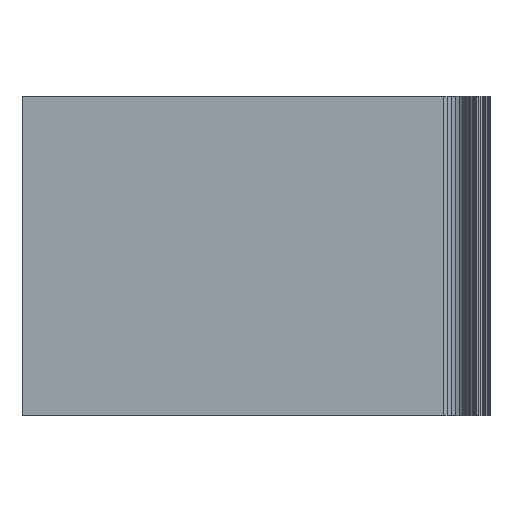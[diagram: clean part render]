
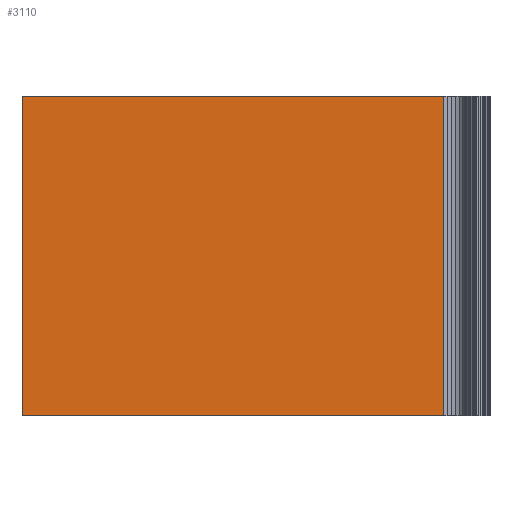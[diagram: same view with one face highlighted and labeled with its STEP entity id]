
A CAD part, front view. The second image highlights one B-rep face of the part: STEP entity #3110.
In plain terms, the highlighted planar face has unit normal (0, -1, 0).
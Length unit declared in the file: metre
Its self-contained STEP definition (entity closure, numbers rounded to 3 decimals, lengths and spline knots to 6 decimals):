
#44=ORIENTED_EDGE('',*,*,#963,.T.);
#45=ORIENTED_EDGE('',*,*,#964,.F.);
#46=ORIENTED_EDGE('',*,*,#965,.F.);
#47=ORIENTED_EDGE('',*,*,#961,.T.);
#961=EDGE_CURVE('',#1419,#1418,#1731,.T.);
#963=EDGE_CURVE('',#1418,#1420,#1733,.T.);
#964=EDGE_CURVE('',#1421,#1420,#1734,.T.);
#965=EDGE_CURVE('',#1419,#1421,#1735,.T.);
#1418=VERTEX_POINT('',#4257);
#1419=VERTEX_POINT('',#4259);
#1420=VERTEX_POINT('',#4263);
#1421=VERTEX_POINT('',#4265);
#1731=LINE('',#4258,#2193);
#1733=LINE('',#4262,#2195);
#1734=LINE('',#4264,#2196);
#1735=LINE('',#4266,#2197);
#2193=VECTOR('',#3470,1.);
#2195=VECTOR('',#3474,1.);
#2196=VECTOR('',#3475,1.);
#2197=VECTOR('',#3476,1.);
#2638=EDGE_LOOP('',(#44,#45,#46,#47));
#2796=FACE_BOUND('',#2638,.T.);
#2954=PLANE('',#3279);
#3110=ADVANCED_FACE('',(#2796),#2954,.F.);
#3279=AXIS2_PLACEMENT_3D('',#4261,#3472,#3473);
#3470=DIRECTION('',(0.,0.,-1.));
#3472=DIRECTION('',(0.,1.,0.));
#3473=DIRECTION('',(-1.,0.,0.));
#3474=DIRECTION('',(1.,0.,0.));
#3475=DIRECTION('',(0.,0.,-1.));
#3476=DIRECTION('',(1.,0.,0.));
#4257=CARTESIAN_POINT('',(-0.035205,-0.008,0.));
#4258=CARTESIAN_POINT('',(-0.035205,-0.008,0.025));
#4259=CARTESIAN_POINT('',(-0.035205,-0.008,0.025));
#4261=CARTESIAN_POINT('',(-0.018705,-0.008,0.025));
#4262=CARTESIAN_POINT('',(-0.018705,-0.008,0.));
#4263=CARTESIAN_POINT('',(-0.002205,-0.008,0.));
#4264=CARTESIAN_POINT('',(-0.002205,-0.008,0.025));
#4265=CARTESIAN_POINT('',(-0.002205,-0.008,0.025));
#4266=CARTESIAN_POINT('',(-0.018705,-0.008,0.025));
